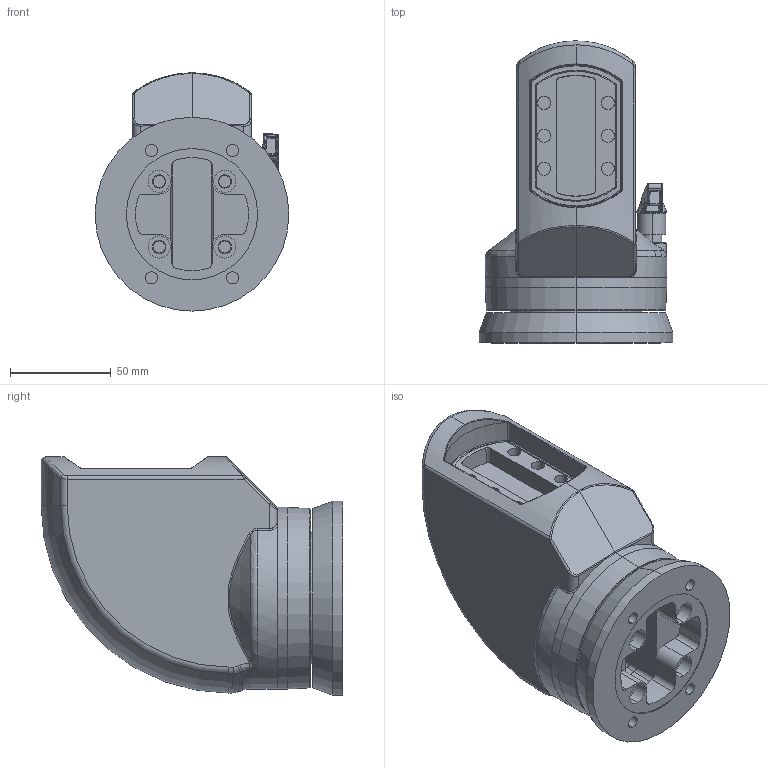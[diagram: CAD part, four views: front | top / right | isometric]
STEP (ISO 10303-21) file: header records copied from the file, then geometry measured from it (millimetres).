
FILE_DESCRIPTION (( 'STEP AP203' ), '1' );
FILE_NAME ('49447502_r.STEP', '2012-05-08T10:54:19', ( 'RS2PC427' ), ( '' ), 'SwSTEP 2.0', 'SolidWorks 2011', '' );
FILE_SCHEMA (( 'CONFIG_CONTROL_DESIGN' ));
Length unit declared in the file: millimetre
Products named in the file (1): 49447502_r
Bounding box: 96 x 149.5 x 118 mm (x, y, z)
Volume: 723743 mm3; surface area: 102612.2 mm2
Topology: 4 solids, 4 shells, 465 faces, 1107 edges, 663 vertices
Faces by surface type: cylinder 178, bspline 94, plane 88, cone 68, torus 29, sphere 8
Entity records: 16692 total; most frequent: CARTESIAN_POINT 6480, ORIENTED_EDGE 2186, DIRECTION 2096, EDGE_CURVE 1093, AXIS2_PLACEMENT_3D 859, VERTEX_POINT 659, EDGE_LOOP 502, CIRCLE 487
